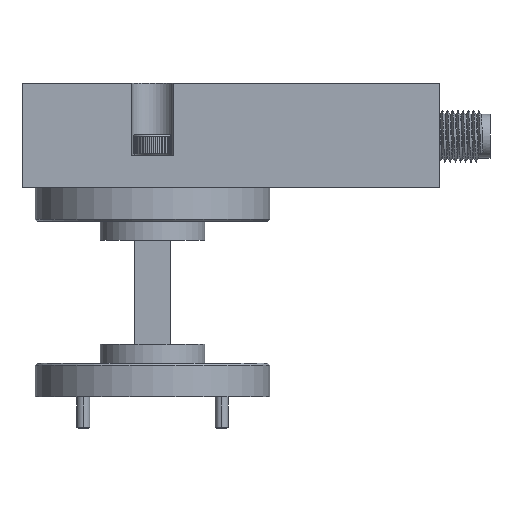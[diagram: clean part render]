
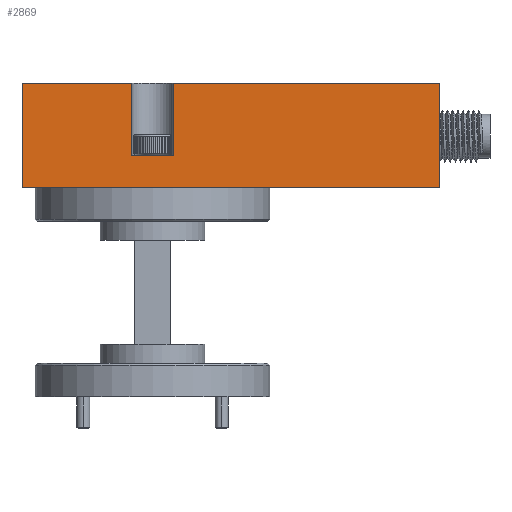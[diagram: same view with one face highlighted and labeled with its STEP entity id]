
A CAD part, left-side view. The second image highlights one B-rep face of the part: STEP entity #2869.
In plain terms, the highlighted planar face has unit normal (-1, 0, 0).
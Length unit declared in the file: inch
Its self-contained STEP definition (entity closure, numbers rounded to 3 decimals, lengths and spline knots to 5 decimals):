
#95 = CARTESIAN_POINT ( 'NONE',  ( -1.33625, -0.54413, -0.1982 ) ) ;
#124 = CARTESIAN_POINT ( 'NONE',  ( -1.33625, 0.93087, -0.0432 ) ) ;
#569 = DIRECTION ( 'NONE',  ( 0., 0., -1. ) ) ;
#1830 = VERTEX_POINT ( 'NONE', #11768 ) ;
#2869 = ADVANCED_FACE ( 'NONE', ( #3274 ), #8653, .T. ) ;
#3132 = LINE ( 'NONE', #6594, #14773 ) ;
#3195 = CARTESIAN_POINT ( 'NONE',  ( -1.33625, -0.54413, 0.3018 ) ) ;
#3274 = FACE_OUTER_BOUND ( 'NONE', #14009, .T. ) ;
#4598 = VERTEX_POINT ( 'NONE', #33651 ) ;
#5023 = LINE ( 'NONE', #5412, #20981 ) ;
#5103 = DIRECTION ( 'NONE',  ( 0., 0., -1. ) ) ;
#5137 = VERTEX_POINT ( 'NONE', #124 ) ;
#5412 = CARTESIAN_POINT ( 'NONE',  ( -1.33625, -0.54413, -0.1982 ) ) ;
#5864 = VECTOR ( 'NONE', #29034, 39.37008 ) ;
#5866 = ORIENTED_EDGE ( 'NONE', *, *, #22079, .T. ) ;
#6594 = CARTESIAN_POINT ( 'NONE',  ( -1.33625, 0.45587, 0.3018 ) ) ;
#6973 = ORIENTED_EDGE ( 'NONE', *, *, #9309, .F. ) ;
#7426 = LINE ( 'NONE', #34182, #14854 ) ;
#7719 = AXIS2_PLACEMENT_3D ( 'NONE', #31938, #31751, #17886 ) ;
#7980 = ORIENTED_EDGE ( 'NONE', *, *, #22962, .T. ) ;
#7999 = CARTESIAN_POINT ( 'NONE',  ( -1.33625, 1.45587, -0.1982 ) ) ;
#8057 = ORIENTED_EDGE ( 'NONE', *, *, #27748, .T. ) ;
#8081 = LINE ( 'NONE', #27668, #30121 ) ;
#8653 = PLANE ( 'NONE',  #7719 ) ;
#8875 = ORIENTED_EDGE ( 'NONE', *, *, #17948, .F. ) ;
#9133 = EDGE_CURVE ( 'NONE', #19440, #23863, #16489, .T. ) ;
#9309 = EDGE_CURVE ( 'NONE', #5137, #1830, #8081, .T. ) ;
#9386 = EDGE_CURVE ( 'NONE', #30313, #23863, #5023, .T. ) ;
#10617 = EDGE_CURVE ( 'NONE', #30182, #5137, #26795, .T. ) ;
#11414 = VECTOR ( 'NONE', #569, 39.37008 ) ;
#11768 = CARTESIAN_POINT ( 'NONE',  ( -1.33625, 0.73087, -0.0432 ) ) ;
#11912 = ORIENTED_EDGE ( 'NONE', *, *, #9386, .F. ) ;
#12054 = VECTOR ( 'NONE', #5103, 39.37008 ) ;
#14009 = EDGE_LOOP ( 'NONE', ( #8057, #6973, #26993, #5866, #27312, #11912, #8875, #7980 ) ) ;
#14130 = LINE ( 'NONE', #37216, #12054 ) ;
#14716 = LINE ( 'NONE', #3195, #5864 ) ;
#14773 = VECTOR ( 'NONE', #14845, 39.37008 ) ;
#14845 = DIRECTION ( 'NONE',  ( 0., 1., 0. ) ) ;
#14854 = VECTOR ( 'NONE', #17069, 39.37008 ) ;
#16063 = VECTOR ( 'NONE', #28099, 39.37008 ) ;
#16489 = LINE ( 'NONE', #31134, #16063 ) ;
#17069 = DIRECTION ( 'NONE',  ( 0., 1., 0. ) ) ;
#17886 = DIRECTION ( 'NONE',  ( 0., 0., 1. ) ) ;
#17948 = EDGE_CURVE ( 'NONE', #4598, #30313, #14716, .T. ) ;
#19100 = CARTESIAN_POINT ( 'NONE',  ( -1.33625, 0.93087, 0.3018 ) ) ;
#19440 = VERTEX_POINT ( 'NONE', #33599 ) ;
#20496 = CARTESIAN_POINT ( 'NONE',  ( -1.33625, 0.93087, 0.3018 ) ) ;
#20981 = VECTOR ( 'NONE', #21982, 39.37008 ) ;
#21982 = DIRECTION ( 'NONE',  ( 0., 1., 0. ) ) ;
#22079 = EDGE_CURVE ( 'NONE', #30182, #19440, #3132, .T. ) ;
#22962 = EDGE_CURVE ( 'NONE', #4598, #35755, #7426, .T. ) ;
#23863 = VERTEX_POINT ( 'NONE', #7999 ) ;
#25132 = CARTESIAN_POINT ( 'NONE',  ( -1.33625, 0.73087, 0.3018 ) ) ;
#26795 = LINE ( 'NONE', #20496, #11414 ) ;
#26993 = ORIENTED_EDGE ( 'NONE', *, *, #10617, .F. ) ;
#27312 = ORIENTED_EDGE ( 'NONE', *, *, #9133, .T. ) ;
#27668 = CARTESIAN_POINT ( 'NONE',  ( -1.33625, 0.93087, -0.0432 ) ) ;
#27748 = EDGE_CURVE ( 'NONE', #35755, #1830, #14130, .T. ) ;
#28099 = DIRECTION ( 'NONE',  ( 0., 0., -1. ) ) ;
#29034 = DIRECTION ( 'NONE',  ( 0., 0., -1. ) ) ;
#30121 = VECTOR ( 'NONE', #33166, 39.37008 ) ;
#30182 = VERTEX_POINT ( 'NONE', #19100 ) ;
#30313 = VERTEX_POINT ( 'NONE', #95 ) ;
#31134 = CARTESIAN_POINT ( 'NONE',  ( -1.33625, 1.45587, 0.3018 ) ) ;
#31751 = DIRECTION ( 'NONE',  ( -1., 0., 0. ) ) ;
#31938 = CARTESIAN_POINT ( 'NONE',  ( -1.33625, 0.45587, 0.3018 ) ) ;
#33166 = DIRECTION ( 'NONE',  ( 0., -1., 0. ) ) ;
#33599 = CARTESIAN_POINT ( 'NONE',  ( -1.33625, 1.45587, 0.3018 ) ) ;
#33651 = CARTESIAN_POINT ( 'NONE',  ( -1.33625, -0.54413, 0.3018 ) ) ;
#34182 = CARTESIAN_POINT ( 'NONE',  ( -1.33625, 0.45587, 0.3018 ) ) ;
#35755 = VERTEX_POINT ( 'NONE', #25132 ) ;
#37216 = CARTESIAN_POINT ( 'NONE',  ( -1.33625, 0.73087, 0.3018 ) ) ;
